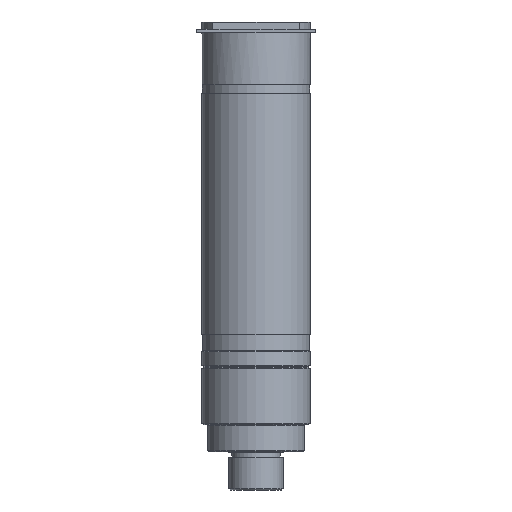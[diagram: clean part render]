
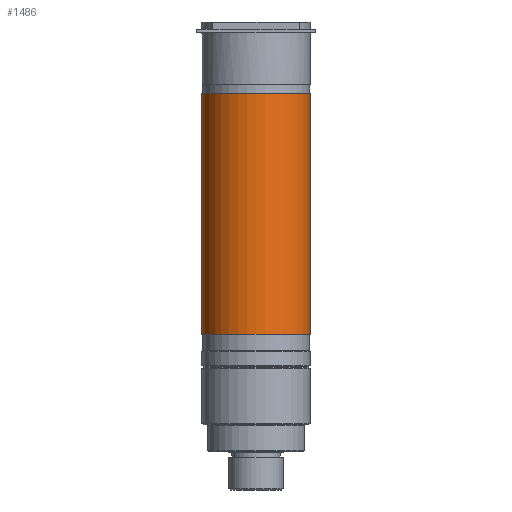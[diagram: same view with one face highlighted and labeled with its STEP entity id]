
A CAD part, left-side view. The second image highlights one B-rep face of the part: STEP entity #1486.
In plain terms, the highlighted cylindrical face has radius 5 mm (diameter 10 mm), a full revolution.
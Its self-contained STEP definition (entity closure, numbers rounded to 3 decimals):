
#26=CYLINDRICAL_SURFACE('',#1583,5.);
#339=FACE_BOUND('',#511,.T.);
#421=FACE_OUTER_BOUND('',#510,.T.);
#510=EDGE_LOOP('',(#1227));
#511=EDGE_LOOP('',(#1228));
#570=CIRCLE('',#1579,5.);
#571=CIRCLE('',#1581,5.);
#702=VERTEX_POINT('',#2342);
#703=VERTEX_POINT('',#2345);
#886=EDGE_CURVE('',#702,#702,#570,.T.);
#887=EDGE_CURVE('',#703,#703,#571,.T.);
#1227=ORIENTED_EDGE('',*,*,#887,.F.);
#1228=ORIENTED_EDGE('',*,*,#886,.F.);
#1486=ADVANCED_FACE('',(#421,#339),#26,.T.);
#1579=AXIS2_PLACEMENT_3D('',#2343,#1913,#1914);
#1581=AXIS2_PLACEMENT_3D('',#2346,#1917,#1918);
#1583=AXIS2_PLACEMENT_3D('',#2349,#1921,#1922);
#1913=DIRECTION('center_axis',(0.,0.,
-1.));
#1914=DIRECTION('ref_axis',(0.,-1.,0.));
#1917=DIRECTION('center_axis',(0.,0.,
1.));
#1918=DIRECTION('ref_axis',(0.,-1.,0.));
#1921=DIRECTION('center_axis',(0.,0.,
1.));
#1922=DIRECTION('ref_axis',(0.,-1.,0.));
#2342=CARTESIAN_POINT('',(0.,-5.,10.85));
#2343=CARTESIAN_POINT('Origin',(0.,0.,
10.85));
#2345=CARTESIAN_POINT('',(-5.,0.,33.15));
#2346=CARTESIAN_POINT('Origin',(0.,0.,
33.15));
#2349=CARTESIAN_POINT('Origin',(0.,0.,
10.85));
